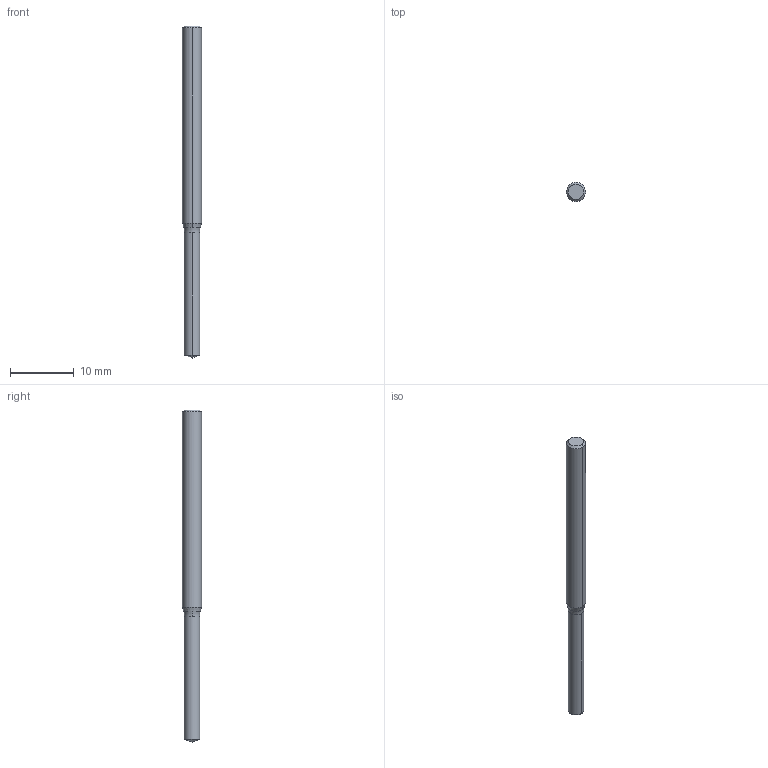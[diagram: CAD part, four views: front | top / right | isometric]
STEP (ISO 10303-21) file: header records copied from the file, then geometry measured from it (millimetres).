
FILE_DESCRIPTION(('STEP AP214'),'1');
FILE_NAME('608021704-000-01-E43.stp','2025-01-16T06:57:39',(' '),(' '),'Spatial InterOp 3D',' ',' ');
FILE_SCHEMA(('AUTOMOTIVE_DESIGN { 1 0 10303 214 1 1 1 1 }'));
Length unit declared in the file: millimetre
Products named in the file (1): 1
Bounding box: 3 x 3 x 52 mm (x, y, z)
Volume: 313.6 mm3; surface area: 467.6 mm2
Topology: 2 solids, 2 shells, 17 faces, 50 edges, 36 vertices
Faces by surface type: cone 8, cylinder 4, plane 3, torus 2
Entity records: 720 total; most frequent: DIRECTION 112, CARTESIAN_POINT 91, ORIENTED_EDGE 66, AXIS2_PLACEMENT_3D 45, EDGE_CURVE 33, LINE 26, VECTOR 26, CIRCLE 22
